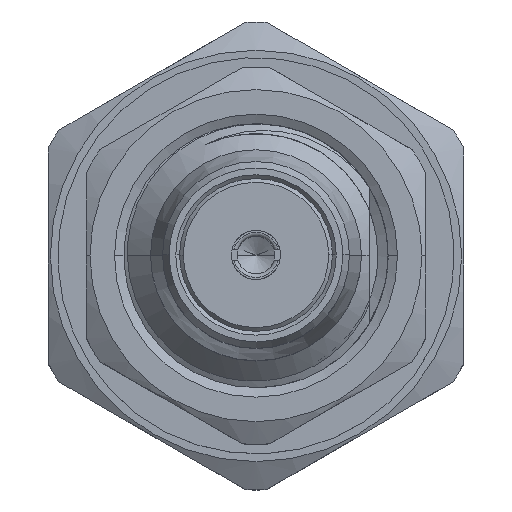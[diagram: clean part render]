
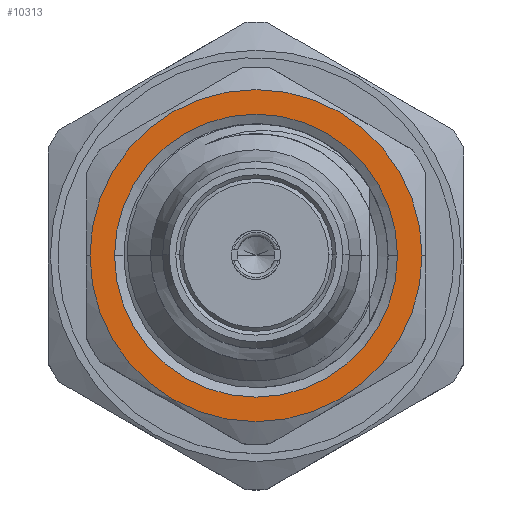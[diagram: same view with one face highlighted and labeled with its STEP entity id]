
A CAD part, top view. The second image highlights one B-rep face of the part: STEP entity #10313.
In plain terms, the highlighted planar face has unit normal (0, 0, 1).
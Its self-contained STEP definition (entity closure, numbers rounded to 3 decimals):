
#404 = DIRECTION ( 'NONE',  ( 1., 0., 0. ) ) ;
#487 = AXIS2_PLACEMENT_3D ( 'NONE', #11911, #2470, #13502 ) ;
#1258 = EDGE_LOOP ( 'NONE', ( #12906, #12088 ) ) ;
#1865 = CARTESIAN_POINT ( 'NONE',  ( -3.749, 0., -10.325 ) ) ;
#2470 = DIRECTION ( 'NONE',  ( 0., 0., -1. ) ) ;
#3420 = ORIENTED_EDGE ( 'NONE', *, *, #16448, .F. ) ;
#4338 = CARTESIAN_POINT ( 'NONE',  ( 0., 0., -10.325 ) ) ;
#5088 = PLANE ( 'NONE',  #12640 ) ;
#5534 = CIRCLE ( 'NONE', #8264, 3.749 ) ;
#5924 = DIRECTION ( 'NONE',  ( 1., 0., 0. ) ) ;
#6037 = AXIS2_PLACEMENT_3D ( 'NONE', #4338, #15421, #5924 ) ;
#6609 = EDGE_LOOP ( 'NONE', ( #18257, #3420 ) ) ;
#7196 = VERTEX_POINT ( 'NONE', #7483 ) ;
#7483 = CARTESIAN_POINT ( 'NONE',  ( 4.4, 0., -10.325 ) ) ;
#8264 = AXIS2_PLACEMENT_3D ( 'NONE', #19339, #9848, #404 ) ;
#8303 = CARTESIAN_POINT ( 'NONE',  ( 0., 0., -10.325 ) ) ;
#8667 = CIRCLE ( 'NONE', #6037, 3.749 ) ;
#8752 = DIRECTION ( 'NONE',  ( 0., 0., -1. ) ) ;
#9044 = VERTEX_POINT ( 'NONE', #18575 ) ;
#9364 = CIRCLE ( 'NONE', #13302, 4.4 ) ;
#9423 = FACE_BOUND ( 'NONE', #1258, .T. ) ;
#9848 = DIRECTION ( 'NONE',  ( 0., 0., -1. ) ) ;
#9911 = DIRECTION ( 'NONE',  ( 1., 0., 0. ) ) ;
#10313 = ADVANCED_FACE ( 'NONE', ( #9423, #17884 ), #5088, .T. ) ;
#11911 = CARTESIAN_POINT ( 'NONE',  ( 0., 0., -10.325 ) ) ;
#12088 = ORIENTED_EDGE ( 'NONE', *, *, #16845, .T. ) ;
#12640 = AXIS2_PLACEMENT_3D ( 'NONE', #8303, #19400, #9911 ) ;
#12906 = ORIENTED_EDGE ( 'NONE', *, *, #18648, .T. ) ;
#13302 = AXIS2_PLACEMENT_3D ( 'NONE', #18279, #8752, #19822 ) ;
#13321 = CARTESIAN_POINT ( 'NONE',  ( -4.4, 0., -10.325 ) ) ;
#13502 = DIRECTION ( 'NONE',  ( -1., 0., 0. ) ) ;
#14140 = VERTEX_POINT ( 'NONE', #13321 ) ;
#15421 = DIRECTION ( 'NONE',  ( 0., 0., -1. ) ) ;
#15696 = CIRCLE ( 'NONE', #487, 4.4 ) ;
#16448 = EDGE_CURVE ( 'NONE', #7196, #14140, #9364, .T. ) ;
#16843 = VERTEX_POINT ( 'NONE', #1865 ) ;
#16845 = EDGE_CURVE ( 'NONE', #16843, #9044, #5534, .T. ) ;
#17075 = EDGE_CURVE ( 'NONE', #14140, #7196, #15696, .T. ) ;
#17884 = FACE_OUTER_BOUND ( 'NONE', #6609, .T. ) ;
#18257 = ORIENTED_EDGE ( 'NONE', *, *, #17075, .F. ) ;
#18279 = CARTESIAN_POINT ( 'NONE',  ( 0., 0., -10.325 ) ) ;
#18575 = CARTESIAN_POINT ( 'NONE',  ( 3.749, 0., -10.325 ) ) ;
#18648 = EDGE_CURVE ( 'NONE', #9044, #16843, #8667, .T. ) ;
#19339 = CARTESIAN_POINT ( 'NONE',  ( 0., 0., -10.325 ) ) ;
#19400 = DIRECTION ( 'NONE',  ( 0., 0., 1. ) ) ;
#19822 = DIRECTION ( 'NONE',  ( -1., 0., 0. ) ) ;
